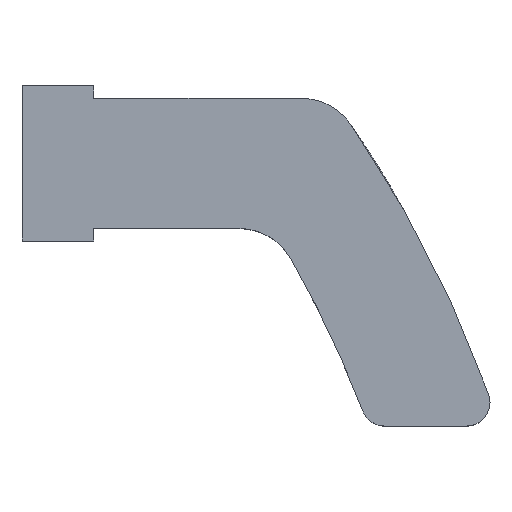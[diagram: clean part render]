
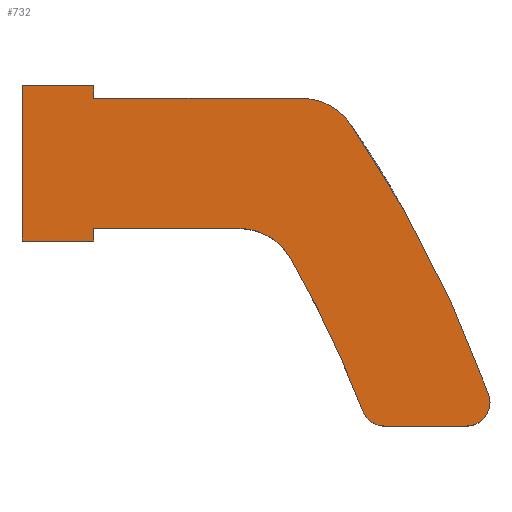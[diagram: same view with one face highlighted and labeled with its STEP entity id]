
A CAD part, top view. The second image highlights one B-rep face of the part: STEP entity #732.
In plain terms, the highlighted planar face has unit normal (0, 0, 1).
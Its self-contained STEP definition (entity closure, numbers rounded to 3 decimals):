
#30=PLANE('',#782);
#47=LINE('',#986,#95);
#50=LINE('',#994,#98);
#54=LINE('',#1002,#102);
#57=LINE('',#1008,#105);
#60=LINE('',#1014,#108);
#66=LINE('',#1040,#114);
#70=LINE('',#1055,#118);
#72=LINE('',#1058,#120);
#95=VECTOR('',#818,1000.);
#98=VECTOR('',#825,1000.);
#102=VECTOR('',#831,1000.);
#105=VECTOR('',#836,1000.);
#108=VECTOR('',#841,1000.);
#114=VECTOR('',#869,1000.);
#118=VECTOR('',#887,1000.);
#120=VECTOR('',#891,1000.);
#198=ORIENTED_EDGE('',*,*,#286,.T.);
#199=ORIENTED_EDGE('',*,*,#282,.T.);
#200=ORIENTED_EDGE('',*,*,#290,.T.);
#201=ORIENTED_EDGE('',*,*,#293,.T.);
#202=ORIENTED_EDGE('',*,*,#296,.T.);
#203=ORIENTED_EDGE('',*,*,#299,.F.);
#204=ORIENTED_EDGE('',*,*,#302,.F.);
#205=ORIENTED_EDGE('',*,*,#305,.T.);
#206=ORIENTED_EDGE('',*,*,#309,.T.);
#207=ORIENTED_EDGE('',*,*,#311,.T.);
#208=ORIENTED_EDGE('',*,*,#277,.T.);
#209=ORIENTED_EDGE('',*,*,#314,.T.);
#210=ORIENTED_EDGE('',*,*,#317,.T.);
#211=ORIENTED_EDGE('',*,*,#319,.T.);
#277=EDGE_CURVE('',#346,#345,#392,.T.);
#282=EDGE_CURVE('',#351,#350,#47,.T.);
#286=EDGE_CURVE('',#354,#351,#50,.T.);
#290=EDGE_CURVE('',#350,#356,#54,.T.);
#293=EDGE_CURVE('',#356,#358,#57,.T.);
#296=EDGE_CURVE('',#358,#360,#60,.T.);
#299=EDGE_CURVE('',#362,#360,#395,.T.);
#302=EDGE_CURVE('',#364,#362,#397,.T.);
#305=EDGE_CURVE('',#364,#366,#399,.T.);
#309=EDGE_CURVE('',#366,#369,#66,.T.);
#311=EDGE_CURVE('',#369,#346,#402,.T.);
#314=EDGE_CURVE('',#345,#371,#404,.T.);
#317=EDGE_CURVE('',#371,#373,#70,.T.);
#319=EDGE_CURVE('',#373,#354,#72,.T.);
#345=VERTEX_POINT('',#960);
#346=VERTEX_POINT('',#962);
#350=VERTEX_POINT('',#985);
#351=VERTEX_POINT('',#987);
#354=VERTEX_POINT('',#995);
#356=VERTEX_POINT('',#1001);
#358=VERTEX_POINT('',#1007);
#360=VERTEX_POINT('',#1013);
#362=VERTEX_POINT('',#1019);
#364=VERTEX_POINT('',#1025);
#366=VERTEX_POINT('',#1031);
#369=VERTEX_POINT('',#1039);
#371=VERTEX_POINT('',#1048);
#373=VERTEX_POINT('',#1054);
#392=CIRCLE('',#756,100.);
#395=CIRCLE('',#765,5.);
#397=CIRCLE('',#768,90.);
#399=CIRCLE('',#771,2.);
#402=CIRCLE('',#776,2.);
#404=CIRCLE('',#779,5.);
#427=EDGE_LOOP('',(#198,#199,#200,#201,#202,#203,#204,#205,#206,#207,#208,
#209,#210,#211));
#467=FACE_BOUND('',#427,.T.);
#732=ADVANCED_FACE('',(#467),#30,.T.);
#756=AXIS2_PLACEMENT_3D('',#961,#811,#812);
#765=AXIS2_PLACEMENT_3D('',#1020,#847,#848);
#768=AXIS2_PLACEMENT_3D('',#1026,#854,#855);
#771=AXIS2_PLACEMENT_3D('',#1032,#861,#862);
#776=AXIS2_PLACEMENT_3D('',#1043,#874,#875);
#779=AXIS2_PLACEMENT_3D('',#1049,#881,#882);
#782=AXIS2_PLACEMENT_3D('',#1059,#892,#893);
#811=DIRECTION('',(0.,0.,1.));
#812=DIRECTION('',(1.,0.,0.));
#818=DIRECTION('',(0.,-1.,0.));
#825=DIRECTION('',(-1.,0.,0.));
#831=DIRECTION('',(1.,0.,0.));
#836=DIRECTION('',(0.,1.,0.));
#841=DIRECTION('',(1.,0.,0.));
#847=DIRECTION('',(0.,0.,1.));
#848=DIRECTION('',(1.,0.,0.));
#854=DIRECTION('',(0.,0.,1.));
#855=DIRECTION('',(1.,0.,0.));
#861=DIRECTION('',(0.,0.,1.));
#862=DIRECTION('',(1.,0.,0.));
#869=DIRECTION('',(1.,0.,0.));
#874=DIRECTION('',(0.,0.,1.));
#875=DIRECTION('',(1.,0.,0.));
#881=DIRECTION('',(0.,0.,1.));
#882=DIRECTION('',(1.,0.,0.));
#887=DIRECTION('',(-1.,0.,0.));
#891=DIRECTION('',(0.,1.,0.));
#892=DIRECTION('',(0.,0.,1.));
#893=DIRECTION('',(1.,0.,0.));
#960=CARTESIAN_POINT('',(27.532,3.272,3.5));
#961=CARTESIAN_POINT('',(-55.019,-53.166,3.5));
#962=CARTESIAN_POINT('',(39.08,-19.323,3.5));
#985=CARTESIAN_POINT('',(0.,-6.5,3.5));
#986=CARTESIAN_POINT('',(0.,6.5,3.5));
#987=CARTESIAN_POINT('',(0.,6.5,3.5));
#994=CARTESIAN_POINT('',(6.,6.5,3.5));
#995=CARTESIAN_POINT('',(6.,6.5,3.5));
#1001=CARTESIAN_POINT('',(6.,-6.5,3.5));
#1002=CARTESIAN_POINT('',(0.,-6.5,3.5));
#1007=CARTESIAN_POINT('',(6.,-5.45,3.5));
#1008=CARTESIAN_POINT('',(6.,-6.5,3.5));
#1013=CARTESIAN_POINT('',(18.156,-5.45,3.5));
#1014=CARTESIAN_POINT('',(6.,-5.45,3.5));
#1019=CARTESIAN_POINT('',(22.495,-7.965,3.5));
#1020=CARTESIAN_POINT('',(18.156,-10.45,3.5));
#1025=CARTESIAN_POINT('',(28.521,-20.711,3.5));
#1026=CARTESIAN_POINT('',(-55.606,-52.689,3.5));
#1031=CARTESIAN_POINT('',(30.391,-22.,3.5));
#1032=CARTESIAN_POINT('',(30.391,-20.,3.5));
#1039=CARTESIAN_POINT('',(37.198,-22.,3.5));
#1040=CARTESIAN_POINT('',(30.391,-22.,3.5));
#1043=CARTESIAN_POINT('',(37.198,-20.,3.5));
#1048=CARTESIAN_POINT('',(23.404,5.45,3.5));
#1049=CARTESIAN_POINT('',(23.404,0.45,3.5));
#1054=CARTESIAN_POINT('',(6.,5.45,3.5));
#1055=CARTESIAN_POINT('',(23.404,5.45,3.5));
#1058=CARTESIAN_POINT('',(6.,5.45,3.5));
#1059=CARTESIAN_POINT('',(18.156,-10.45,3.5));
